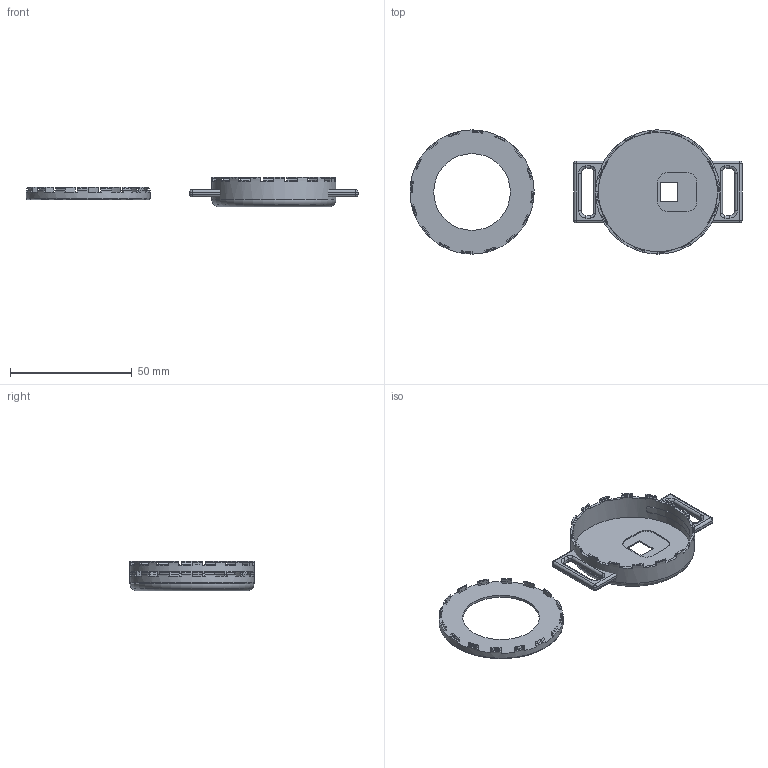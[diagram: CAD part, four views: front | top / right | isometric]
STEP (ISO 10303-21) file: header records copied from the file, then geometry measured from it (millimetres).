
FILE_DESCRIPTION(/* description */ ('STEP AP242','CAx-IF Rec.Pracs.---Representation and Presentation of Product Manufacturing Information (PMI)---4.0---2014-10-13','CAx-IF Rec.Pracs.---3D Tessellated Geometry---0.4---2014-09-14','2;1'),/* implementation_level */ '2;1');
FILE_NAME(/* name */ '67fef4f7911db05b99fb985a',/* time_stamp */ '2025-04-16T00:08:23Z',/* author */ (''),/* organization */ (''),/* preprocessor_version */ 'ST-DEVELOPER v20',/* originating_system */ 'ONSHAPE BY PTC INC, 1.196',/* authorisation */ ' ');
FILE_SCHEMA (('AP242_MANAGED_MODEL_BASED_3D_ENGINEERING_MIM_LF { 1 0 10303 442 1 1 4 }'));
Length unit declared in the file: metre
Products named in the file (4): case_v1_print_layout; Part 2; Part 1
Assembly tree (4 placements, depth 2):
  case_v1_print_layout
    Part 2  x2
    Part 1
    Part 1
Bounding box: 136.44 x 51 x 12.2 mm (x, y, z)
Volume: 7204.4 mm3; surface area: 12262.4 mm2
Topology: 4 solids, 4 shells, 375 faces, 1038 edges, 663 vertices
Faces by surface type: plane 210, cylinder 104, cone 32, torus 19, sphere 10
Full cylindrical faces by diameter (mm): 31.5 x1, 49 x1, 51 x2
Entity records: 10884 total; most frequent: DIRECTION 1930, CARTESIAN_POINT 1903, ORIENTED_EDGE 1860, EDGE_CURVE 930, AXIS2_PLACEMENT_3D 668, VERTEX_POINT 611, LINE 594, VECTOR 594
